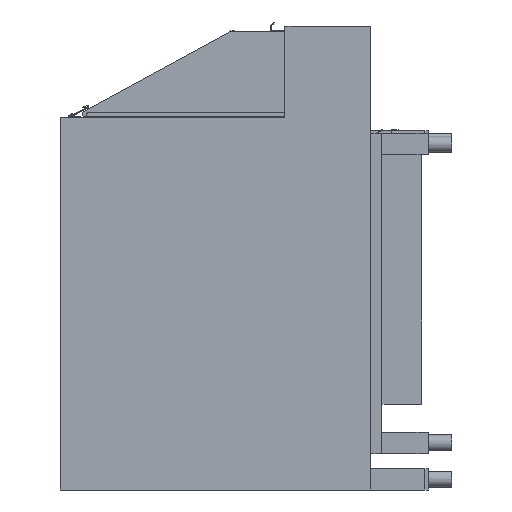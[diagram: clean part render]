
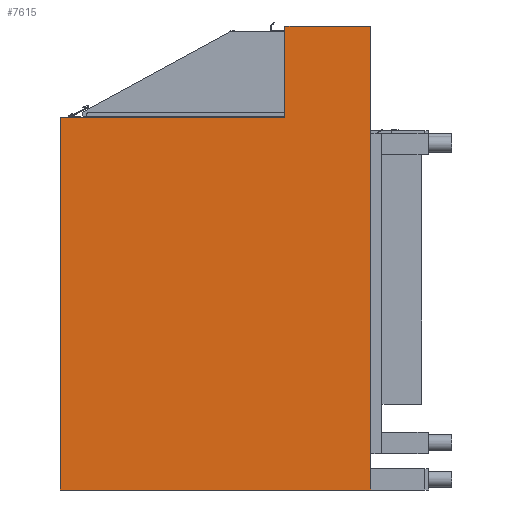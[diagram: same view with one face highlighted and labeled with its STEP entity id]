
A CAD part, left-side view. The second image highlights one B-rep face of the part: STEP entity #7615.
In plain terms, the highlighted planar face has unit normal (-1, 0, 0).
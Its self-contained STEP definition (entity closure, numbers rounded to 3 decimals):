
#473=FACE_OUTER_BOUND('',#962,.T.);
#962=EDGE_LOOP('',(#5087,#5088,#5089,#5090,#5091,#5092));
#1461=LINE('',#11237,#2331);
#1465=LINE('',#11246,#2335);
#1468=LINE('',#11250,#2338);
#1470=LINE('',#11255,#2340);
#1473=LINE('',#11261,#2343);
#1476=LINE('',#11265,#2346);
#2331=VECTOR('',#8932,10.);
#2335=VECTOR('',#8938,10.);
#2338=VECTOR('',#8943,10.);
#2340=VECTOR('',#8947,10.);
#2343=VECTOR('',#8952,10.);
#2346=VECTOR('',#8957,10.);
#3193=VERTEX_POINT('',#11234);
#3194=VERTEX_POINT('',#11236);
#3197=VERTEX_POINT('',#11243);
#3198=VERTEX_POINT('',#11245);
#3200=VERTEX_POINT('',#11254);
#3202=VERTEX_POINT('',#11260);
#3941=EDGE_CURVE('',#3194,#3193,#1461,.T.);
#3945=EDGE_CURVE('',#3198,#3197,#1465,.T.);
#3948=EDGE_CURVE('',#3193,#3198,#1468,.T.);
#3950=EDGE_CURVE('',#3200,#3194,#1470,.T.);
#3953=EDGE_CURVE('',#3202,#3200,#1473,.T.);
#3956=EDGE_CURVE('',#3197,#3202,#1476,.T.);
#5087=ORIENTED_EDGE('',*,*,#3956,.T.);
#5088=ORIENTED_EDGE('',*,*,#3953,.T.);
#5089=ORIENTED_EDGE('',*,*,#3950,.T.);
#5090=ORIENTED_EDGE('',*,*,#3941,.T.);
#5091=ORIENTED_EDGE('',*,*,#3948,.T.);
#5092=ORIENTED_EDGE('',*,*,#3945,.T.);
#7213=PLANE('',#8188);
#7615=ADVANCED_FACE('',(#473),#7213,.T.);
#8188=AXIS2_PLACEMENT_3D('',#11267,#8960,#8961);
#8932=DIRECTION('',(0.,1.,0.));
#8938=DIRECTION('',(0.,-1.,0.));
#8943=DIRECTION('',(0.,0.,-1.));
#8947=DIRECTION('',(0.,0.,-1.));
#8952=DIRECTION('',(0.,1.,0.));
#8957=DIRECTION('',(0.,0.,1.));
#8960=DIRECTION('center_axis',(-1.,0.,0.));
#8961=DIRECTION('ref_axis',(0.,0.,1.));
#11234=CARTESIAN_POINT('',(-775.,579.,-170.));
#11236=CARTESIAN_POINT('',(-775.,160.,-170.));
#11237=CARTESIAN_POINT('',(-775.,579.,-170.));
#11243=CARTESIAN_POINT('',(-775.,0.,-865.));
#11245=CARTESIAN_POINT('',(-775.,579.,-865.));
#11246=CARTESIAN_POINT('',(-775.,0.,-865.));
#11250=CARTESIAN_POINT('',(-775.,579.,-865.));
#11254=CARTESIAN_POINT('',(-775.,160.,0.));
#11255=CARTESIAN_POINT('',(-775.,160.,-170.));
#11260=CARTESIAN_POINT('',(-775.,0.,0.));
#11261=CARTESIAN_POINT('',(-775.,160.,0.));
#11265=CARTESIAN_POINT('',(-775.,0.,0.));
#11267=CARTESIAN_POINT('Origin',(-775.,289.5,-432.5));
